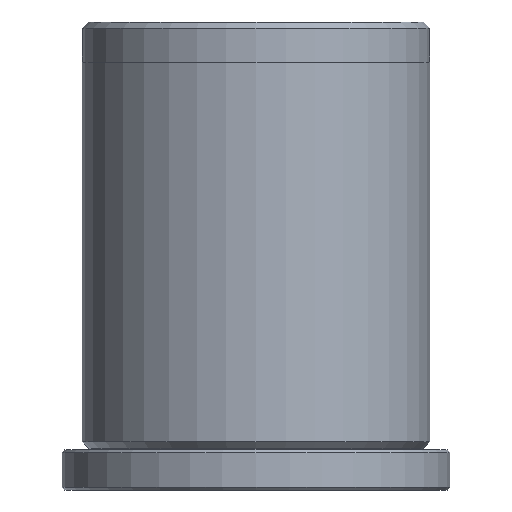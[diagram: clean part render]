
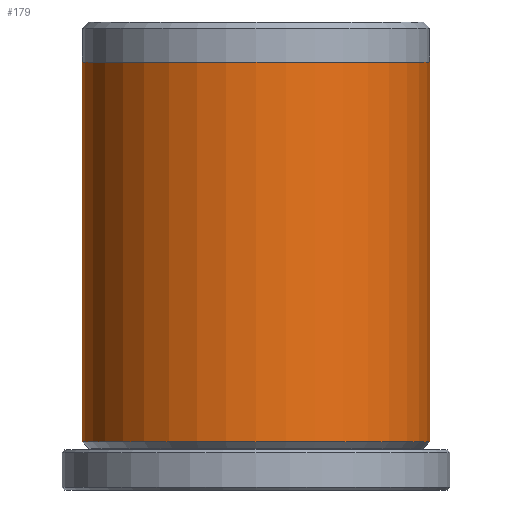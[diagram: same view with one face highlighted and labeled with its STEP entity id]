
A CAD part, front view. The second image highlights one B-rep face of the part: STEP entity #179.
In plain terms, the highlighted cylindrical face has radius 13 mm (diameter 26 mm), a partial arc.
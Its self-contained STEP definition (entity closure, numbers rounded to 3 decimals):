
#7 = DIRECTION ( 'NONE',  ( 0., 0., -1. ) ) ;
#15 = CARTESIAN_POINT ( 'NONE',  ( 0., 0., 35. ) ) ;
#26 = DIRECTION ( 'NONE',  ( 0., 0., -1. ) ) ;
#27 = EDGE_CURVE ( 'NONE', #995, #909, #633, .T. ) ;
#179 = ADVANCED_FACE ( 'NONE', ( #1549 ), #1168, .T. ) ;
#207 = ORIENTED_EDGE ( 'NONE', *, *, #1596, .T. ) ;
#231 = AXIS2_PLACEMENT_3D ( 'NONE', #767, #1012, #661 ) ;
#373 = AXIS2_PLACEMENT_3D ( 'NONE', #15, #26, #756 ) ;
#402 = AXIS2_PLACEMENT_3D ( 'NONE', #415, #1286, #534 ) ;
#415 = CARTESIAN_POINT ( 'NONE',  ( 0., 0., 32. ) ) ;
#534 = DIRECTION ( 'NONE',  ( 1., 0., 0. ) ) ;
#565 = LINE ( 'NONE', #1146, #1198 ) ;
#633 = CIRCLE ( 'NONE', #231, 13. ) ;
#661 = DIRECTION ( 'NONE',  ( -1., 0., 0. ) ) ;
#756 = DIRECTION ( 'NONE',  ( -1., 0., 0. ) ) ;
#758 = CIRCLE ( 'NONE', #402, 13. ) ;
#767 = CARTESIAN_POINT ( 'NONE',  ( 0., 0., 3.6 ) ) ;
#832 = EDGE_CURVE ( 'NONE', #1578, #995, #565, .T. ) ;
#870 = CARTESIAN_POINT ( 'NONE',  ( -13., 0., 35. ) ) ;
#885 = ORIENTED_EDGE ( 'NONE', *, *, #27, .F. ) ;
#903 = EDGE_CURVE ( 'NONE', #946, #1578, #758, .T. ) ;
#909 = VERTEX_POINT ( 'NONE', #1538 ) ;
#946 = VERTEX_POINT ( 'NONE', #1173 ) ;
#995 = VERTEX_POINT ( 'NONE', #1425 ) ;
#1012 = DIRECTION ( 'NONE',  ( 0., 0., -1. ) ) ;
#1054 = EDGE_LOOP ( 'NONE', ( #1176, #1515, #207, #885 ) ) ;
#1146 = CARTESIAN_POINT ( 'NONE',  ( 13., 0., 35. ) ) ;
#1168 = CYLINDRICAL_SURFACE ( 'NONE', #373, 13. ) ;
#1173 = CARTESIAN_POINT ( 'NONE',  ( -13., 0., 32. ) ) ;
#1176 = ORIENTED_EDGE ( 'NONE', *, *, #832, .F. ) ;
#1198 = VECTOR ( 'NONE', #7, 1000. ) ;
#1221 = VECTOR ( 'NONE', #1376, 1000. ) ;
#1286 = DIRECTION ( 'NONE',  ( 0., 0., 1. ) ) ;
#1376 = DIRECTION ( 'NONE',  ( 0., 0., -1. ) ) ;
#1425 = CARTESIAN_POINT ( 'NONE',  ( 13., 0., 3.6 ) ) ;
#1486 = CARTESIAN_POINT ( 'NONE',  ( 13., 0., 32. ) ) ;
#1515 = ORIENTED_EDGE ( 'NONE', *, *, #903, .F. ) ;
#1538 = CARTESIAN_POINT ( 'NONE',  ( -13., 0., 3.6 ) ) ;
#1549 = FACE_OUTER_BOUND ( 'NONE', #1054, .T. ) ;
#1563 = LINE ( 'NONE', #870, #1221 ) ;
#1578 = VERTEX_POINT ( 'NONE', #1486 ) ;
#1596 = EDGE_CURVE ( 'NONE', #946, #909, #1563, .T. ) ;
